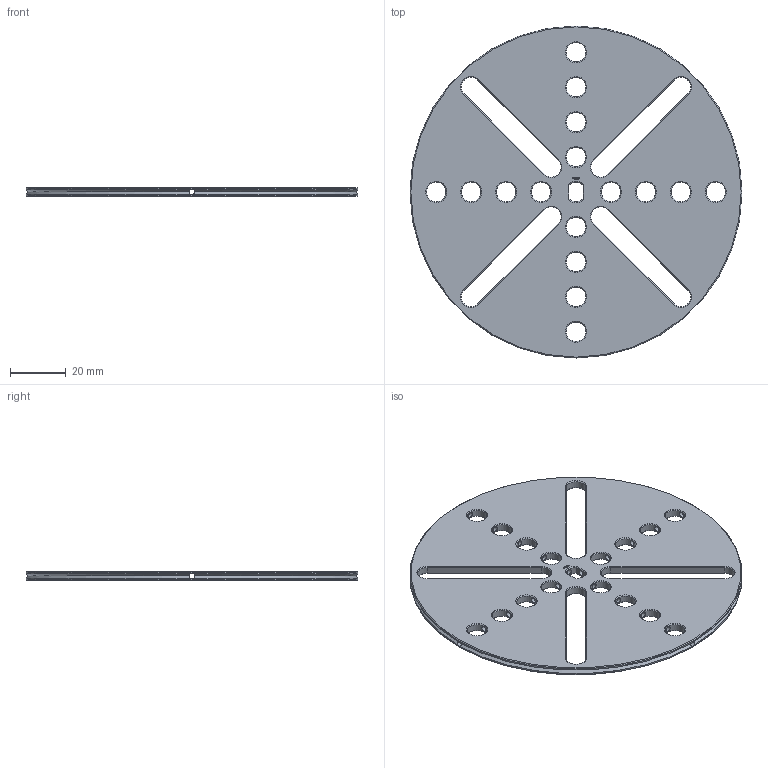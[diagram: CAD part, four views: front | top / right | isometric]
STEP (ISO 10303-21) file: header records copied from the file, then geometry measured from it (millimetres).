
FILE_DESCRIPTION(('FreeCAD Model'),'2;1');
FILE_NAME('Open CASCADE Shape Model','2023-11-14T00:46:02',(''),(''), 'Open CASCADE STEP processor 7.6','FreeCAD','Unknown');
FILE_SCHEMA(('AUTOMOTIVE_DESIGN { 1 0 10303 214 1 1 1 1 }'));
Products named in the file (1): Washer FXD OCT BU09.50x00.25 - SPN-WSR-0035 (stemfie.org)
Bounding box: 118.75 x 118.75 x 3.12 mm (x, y, z)
Volume: 27807.2 mm3; surface area: 22440.3 mm2
Topology: 1 solids, 1 shells, 650 faces, 1837 edges, 1200 vertices
Faces by surface type: plane 342, extrusion 198, cone 62, cylinder 48
Full cylindrical faces by diameter (mm): 2 x20, 7 x16, 118.75 x2
Entity records: 51067 total; most frequent: CARTESIAN_POINT 16069, DIRECTION 5607, VECTOR 4427, LINE 4229, ORIENTED_EDGE 3674, PCURVE 3674, DEFINITIONAL_REPRESENTATION 3674, EDGE_CURVE 1837
